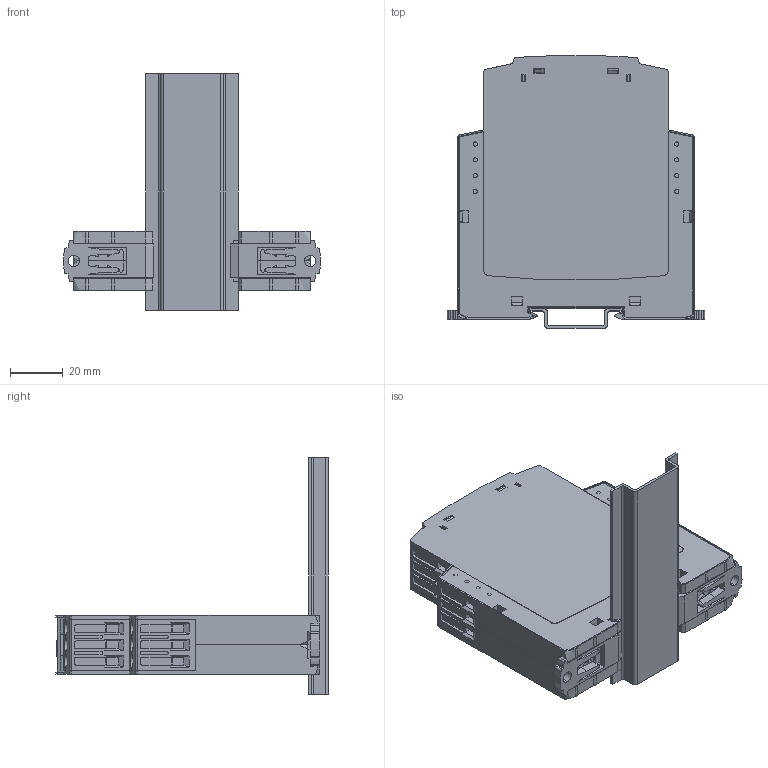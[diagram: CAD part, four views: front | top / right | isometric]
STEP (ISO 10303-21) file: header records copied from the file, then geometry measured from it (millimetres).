
FILE_DESCRIPTION((''),'2;1');
FILE_NAME('ASM0005_ASM','2022-03-04T15:21:19',('cli3'),(''),'CREO PARAMETRIC BY PTC INC, 2020044','CREO PARAMETRIC BY PTC INC, 2020044','');
FILE_SCHEMA(('CONFIG_CONTROL_DESIGN','SHAPE_APPEARANCE_LAYERS_GROUPS'));
Products named in the file (17): 8ZTS_005_125__10001_1_1; 8ZTS_253_104__10001_1_1; 8ZTS_065_109__10001_1_1; _NJB1-1__10001_1_1; __10001_ASM_1_1_ASM; __10002_1_1; 8ZTS_579_102__10001_1_1; 8ZTS_516_110__10001_1_1; __10003_1_1; 1__10001_ASM_1_1_ASM; 111__100_1_1; 8ZTS_005_126__10001_1_1; 8ZTS_270_101__10001_1_1; __10004_1_1; NJB1-X20_10001_ASM_1_1_ASM; ASM0004_ASM_1_1_ASM; ASM0005_ASM
Assembly tree (23 placements, depth 5):
  ASM0005_ASM
    ASM0004_ASM_1_1_ASM
      NJB1-X20_10001_ASM_1_1_ASM
        8ZTS_005_125__10001_1_1
        __10001_ASM_1_1_ASM
          8ZTS_253_104__10001_1_1  x3
          8ZTS_065_109__10001_1_1
          _NJB1-1__10001_1_1
        __10002_1_1
        1__10001_ASM_1_1_ASM  x3
          8ZTS_579_102__10001_1_1
          8ZTS_516_110__10001_1_1
          __10003_1_1
        111__100_1_1
        8ZTS_005_126__10001_1_1
        8ZTS_270_101__10001_1_1  x2
        __10004_1_1
Bounding box: 97.71 x 103.71 x 90 mm (x, y, z)
Volume: 25183.2 mm3; surface area: 88089.8 mm2
Topology: 25 solids, 29 shells, 3044 faces, 8280 edges, 5451 vertices
Faces by surface type: plane 2259, cylinder 614, cone 73, extrusion 43, bspline 28, torus 27
Entity records: 67859 total; most frequent: CARTESIAN_POINT 14190, ORIENTED_EDGE 10881, DIRECTION 10184, EDGE_CURVE 5448, VECTOR 4402, LINE 4359, VERTEX_POINT 3607, AXIS2_PLACEMENT_3D 2891
